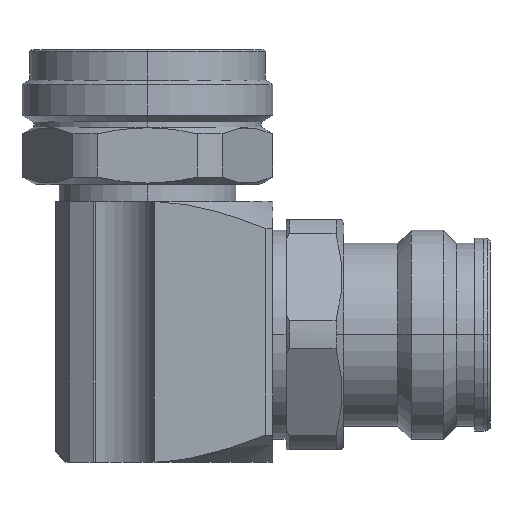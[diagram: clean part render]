
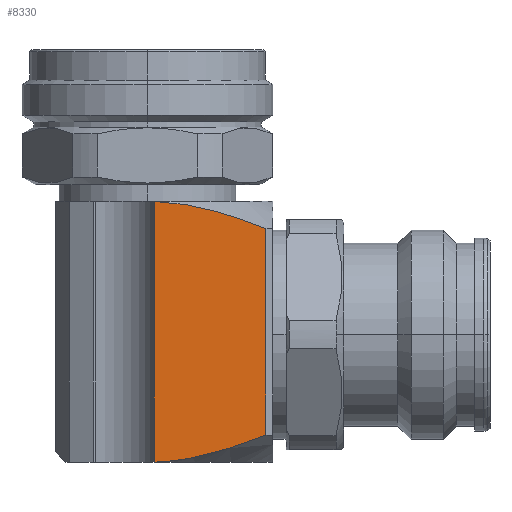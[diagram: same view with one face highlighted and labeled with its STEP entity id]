
A CAD part, left-side view. The second image highlights one B-rep face of the part: STEP entity #8330.
In plain terms, the highlighted planar face has unit normal (-1, 0, 0).
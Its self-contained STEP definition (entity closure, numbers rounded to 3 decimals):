
#454 = CARTESIAN_POINT ( 'NONE',  ( -12., -0.657, -74.791 ) ) ;
#579 = CARTESIAN_POINT ( 'NONE',  ( -12., -6.972, -15.572 ) ) ;
#942 = CARTESIAN_POINT ( 'NONE',  ( -12., -0.657, -14.51 ) ) ;
#2702 = VERTEX_POINT ( 'NONE', #16845 ) ;
#2770 = CARTESIAN_POINT ( 'NONE',  ( -12., -2.51, -14.569 ) ) ;
#2897 = DIRECTION ( 'NONE',  ( 0., 0., 1. ) ) ;
#2908 = EDGE_CURVE ( 'NONE', #7175, #10872, #15254, .T. ) ;
#6004 = DIRECTION ( 'NONE',  ( 1., 0., 0. ) ) ;
#6099 = CARTESIAN_POINT ( 'NONE',  ( -12., -11.325, -36.852 ) ) ;
#6779 = CARTESIAN_POINT ( 'NONE',  ( -12., -0.657, -39.44 ) ) ;
#7127 = ORIENTED_EDGE ( 'NONE', *, *, #7929, .T. ) ;
#7175 = VERTEX_POINT ( 'NONE', #23000 ) ;
#7929 = EDGE_CURVE ( 'NONE', #26635, #7175, #14013, .T. ) ;
#8330 = ADVANCED_FACE ( 'NONE', ( #22132 ), #10265, .F. ) ;
#8982 = CARTESIAN_POINT ( 'NONE',  ( -12., -6.972, -38.378 ) ) ;
#9115 = B_SPLINE_CURVE_WITH_KNOTS ( 'NONE', 3,
 ( #6779, #19813, #21984, #8982, #24205, #11149, #26391, #13325 ),
 .UNSPECIFIED., .F., .F.,
 ( 4, 2, 2, 4 ),
 ( 0.035, 0.04, 0.043, 0.046 ),
 .UNSPECIFIED. ) ;
#9759 = ORIENTED_EDGE ( 'NONE', *, *, #11748, .T. ) ;
#10265 = PLANE ( 'NONE',  #22955 ) ;
#10872 = VERTEX_POINT ( 'NONE', #942 ) ;
#11149 = CARTESIAN_POINT ( 'NONE',  ( -12., -9.597, -37.516 ) ) ;
#11748 = EDGE_CURVE ( 'NONE', #10872, #2702, #12723, .T. ) ;
#12723 = LINE ( 'NONE', #454, #13394 ) ;
#13325 = CARTESIAN_POINT ( 'NONE',  ( -12., -11.325, -36.852 ) ) ;
#13394 = VECTOR ( 'NONE', #13468, 1000. ) ;
#13468 = DIRECTION ( 'NONE',  ( 0., 0., -1. ) ) ;
#13512 = ORIENTED_EDGE ( 'NONE', *, *, #17408, .T. ) ;
#13574 = CARTESIAN_POINT ( 'NONE',  ( -12., -7.851, -15.841 ) ) ;
#13798 = CARTESIAN_POINT ( 'NONE',  ( -12., -11.325, 0. ) ) ;
#14013 = LINE ( 'NONE', #13798, #25619 ) ;
#15254 = B_SPLINE_CURVE_WITH_KNOTS ( 'NONE', 3,
 ( #24450, #22228, #26631, #13574, #579, #15760, #2770, #17952 ),
 .UNSPECIFIED., .F., .F.,
 ( 4, 2, 2, 4 ),
 ( 0.015, 0.018, 0.021, 0.026 ),
 .UNSPECIFIED. ) ;
#15760 = CARTESIAN_POINT ( 'NONE',  ( -12., -4.314, -14.877 ) ) ;
#16845 = CARTESIAN_POINT ( 'NONE',  ( -12., -0.657, -39.44 ) ) ;
#17408 = EDGE_CURVE ( 'NONE', #2702, #26635, #9115, .T. ) ;
#17888 = EDGE_LOOP ( 'NONE', ( #18786, #9759, #13512, #7127 ) ) ;
#17952 = CARTESIAN_POINT ( 'NONE',  ( -12., -0.657, -14.51 ) ) ;
#18786 = ORIENTED_EDGE ( 'NONE', *, *, #2908, .T. ) ;
#19014 = CARTESIAN_POINT ( 'NONE',  ( -12., -16.501, 0. ) ) ;
#19813 = CARTESIAN_POINT ( 'NONE',  ( -12., -2.51, -39.381 ) ) ;
#21202 = DIRECTION ( 'NONE',  ( 0., 1., 0. ) ) ;
#21984 = CARTESIAN_POINT ( 'NONE',  ( -12., -4.314, -39.073 ) ) ;
#22132 = FACE_OUTER_BOUND ( 'NONE', #17888, .T. ) ;
#22228 = CARTESIAN_POINT ( 'NONE',  ( -12., -10.466, -16.758 ) ) ;
#22955 = AXIS2_PLACEMENT_3D ( 'NONE', #19014, #6004, #21202 ) ;
#23000 = CARTESIAN_POINT ( 'NONE',  ( -12., -11.325, -17.098 ) ) ;
#24205 = CARTESIAN_POINT ( 'NONE',  ( -12., -7.851, -38.109 ) ) ;
#24450 = CARTESIAN_POINT ( 'NONE',  ( -12., -11.325, -17.098 ) ) ;
#25619 = VECTOR ( 'NONE', #2897, 1000. ) ;
#26391 = CARTESIAN_POINT ( 'NONE',  ( -12., -10.466, -37.192 ) ) ;
#26631 = CARTESIAN_POINT ( 'NONE',  ( -12., -9.597, -16.434 ) ) ;
#26635 = VERTEX_POINT ( 'NONE', #6099 ) ;
